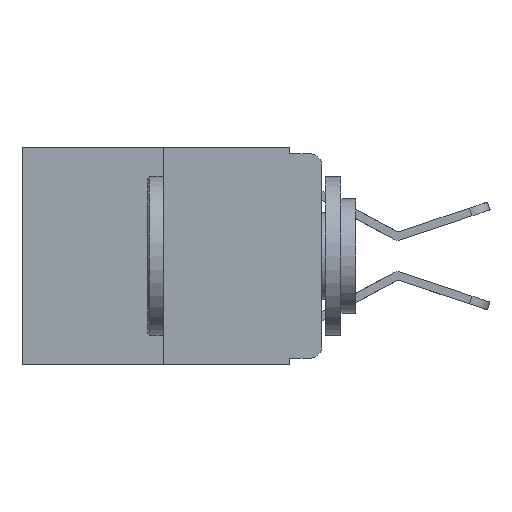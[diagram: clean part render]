
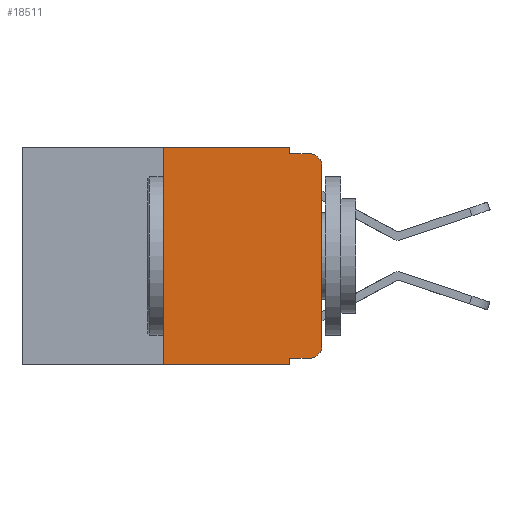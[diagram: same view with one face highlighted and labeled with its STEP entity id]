
A CAD part, left-side view. The second image highlights one B-rep face of the part: STEP entity #18511.
In plain terms, the highlighted planar face has unit normal (-1, 0, 0).
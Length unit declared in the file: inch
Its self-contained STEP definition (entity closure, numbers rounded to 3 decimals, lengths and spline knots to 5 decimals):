
#360 = DIRECTION ( 'NONE',  ( 0., 0., -1. ) ) ;
#386 = FACE_OUTER_BOUND ( 'NONE', #16212, .T. ) ;
#520 = EDGE_CURVE ( 'NONE', #15189, #11492, #10942, .T. ) ;
#1394 = CARTESIAN_POINT ( 'NONE',  ( 0., 0.25, 0. ) ) ;
#1421 = DIRECTION ( 'NONE',  ( 0., 0., -1. ) ) ;
#1927 = CARTESIAN_POINT ( 'NONE',  ( 0., 0.051, 0. ) ) ;
#1957 = VERTEX_POINT ( 'NONE', #20772 ) ;
#1960 = ORIENTED_EDGE ( 'NONE', *, *, #25600, .T. ) ;
#2433 = CARTESIAN_POINT ( 'NONE',  ( 0., 0.02, -0.01 ) ) ;
#2618 = ORIENTED_EDGE ( 'NONE', *, *, #9508, .T. ) ;
#3241 = DIRECTION ( 'NONE',  ( 0., -1., 0. ) ) ;
#3246 = CARTESIAN_POINT ( 'NONE',  ( 0., 0.02, -0.313 ) ) ;
#3999 = LINE ( 'NONE', #19625, #8705 ) ;
#4332 = VECTOR ( 'NONE', #23794, 39.37008 ) ;
#5135 = ORIENTED_EDGE ( 'NONE', *, *, #21117, .F. ) ;
#5268 = DIRECTION ( 'NONE',  ( -1., 0., 0. ) ) ;
#5311 = EDGE_CURVE ( 'NONE', #15189, #14994, #12476, .T. ) ;
#5943 = VECTOR ( 'NONE', #23916, 39.37008 ) ;
#6316 = ORIENTED_EDGE ( 'NONE', *, *, #13860, .F. ) ;
#6318 = DIRECTION ( 'NONE',  ( 1., 0., 0. ) ) ;
#6390 = CARTESIAN_POINT ( 'NONE',  ( 0., 0.051, -0.343 ) ) ;
#6707 = ORIENTED_EDGE ( 'NONE', *, *, #7846, .T. ) ;
#7246 = DIRECTION ( 'NONE',  ( 0., 0., 1. ) ) ;
#7512 = VERTEX_POINT ( 'NONE', #12237 ) ;
#7592 = DIRECTION ( 'NONE',  ( 0., 0., 1. ) ) ;
#7846 = EDGE_CURVE ( 'NONE', #1957, #11492, #9841, .T. ) ;
#8404 = PLANE ( 'NONE',  #25275 ) ;
#8594 = VERTEX_POINT ( 'NONE', #2433 ) ;
#8705 = VECTOR ( 'NONE', #7592, 39.37008 ) ;
#9270 = CARTESIAN_POINT ( 'NONE',  ( 0., 0.02, -0.03 ) ) ;
#9280 = CARTESIAN_POINT ( 'NONE',  ( 0., 0.051, -0.333 ) ) ;
#9378 = VECTOR ( 'NONE', #9965, 39.37008 ) ;
#9508 = EDGE_CURVE ( 'NONE', #14994, #18434, #24207, .T. ) ;
#9643 = VECTOR ( 'NONE', #3241, 39.37008 ) ;
#9841 = LINE ( 'NONE', #21439, #17717 ) ;
#9965 = DIRECTION ( 'NONE',  ( 0., 0., -1. ) ) ;
#10942 = LINE ( 'NONE', #1927, #9378 ) ;
#11492 = VERTEX_POINT ( 'NONE', #6390 ) ;
#12012 = CARTESIAN_POINT ( 'NONE',  ( 0., 0.051, 0. ) ) ;
#12237 = CARTESIAN_POINT ( 'NONE',  ( 0., 0.25, 0. ) ) ;
#12476 = LINE ( 'NONE', #13341, #23798 ) ;
#12623 = CARTESIAN_POINT ( 'NONE',  ( 0., 0.02, -0.333 ) ) ;
#13259 = AXIS2_PLACEMENT_3D ( 'NONE', #9270, #18962, #21241 ) ;
#13341 = CARTESIAN_POINT ( 'NONE',  ( 0., 0.051, -0.333 ) ) ;
#13860 = EDGE_CURVE ( 'NONE', #1957, #7512, #15357, .T. ) ;
#14426 = CIRCLE ( 'NONE', #13259, 0.02 ) ;
#14550 = CARTESIAN_POINT ( 'NONE',  ( 0., 0.051, -0.01 ) ) ;
#14994 = VERTEX_POINT ( 'NONE', #12623 ) ;
#15023 = VECTOR ( 'NONE', #7246, 39.37008 ) ;
#15189 = VERTEX_POINT ( 'NONE', #9280 ) ;
#15357 = LINE ( 'NONE', #1394, #15023 ) ;
#16196 = CARTESIAN_POINT ( 'NONE',  ( 0., 0., -0.03 ) ) ;
#16212 = EDGE_LOOP ( 'NONE', ( #16749, #1960, #18609, #5135, #17835, #6316, #6707, #17300, #19914, #2618 ) ) ;
#16749 = ORIENTED_EDGE ( 'NONE', *, *, #21894, .T. ) ;
#17151 = VERTEX_POINT ( 'NONE', #16196 ) ;
#17300 = ORIENTED_EDGE ( 'NONE', *, *, #520, .F. ) ;
#17717 = VECTOR ( 'NONE', #23445, 39.37008 ) ;
#17827 = LINE ( 'NONE', #23417, #9643 ) ;
#17835 = ORIENTED_EDGE ( 'NONE', *, *, #21564, .F. ) ;
#18059 = CARTESIAN_POINT ( 'NONE',  ( 0., 0.051, 0. ) ) ;
#18159 = CARTESIAN_POINT ( 'NONE',  ( 0., 0.473, 0. ) ) ;
#18434 = VERTEX_POINT ( 'NONE', #21852 ) ;
#18511 = ADVANCED_FACE ( 'NONE', ( #386 ), #8404, .F. ) ;
#18609 = ORIENTED_EDGE ( 'NONE', *, *, #20371, .F. ) ;
#18962 = DIRECTION ( 'NONE',  ( -1., 0., 0. ) ) ;
#19177 = DIRECTION ( 'NONE',  ( 0., -1., 0. ) ) ;
#19625 = CARTESIAN_POINT ( 'NONE',  ( 0., 0., 0. ) ) ;
#19712 = LINE ( 'NONE', #12012, #4332 ) ;
#19914 = ORIENTED_EDGE ( 'NONE', *, *, #5311, .T. ) ;
#19968 = CARTESIAN_POINT ( 'NONE',  ( 0., 0.051, -0.01 ) ) ;
#20371 = EDGE_CURVE ( 'NONE', #25569, #8594, #25393, .T. ) ;
#20772 = CARTESIAN_POINT ( 'NONE',  ( 0., 0.25, -0.343 ) ) ;
#21117 = EDGE_CURVE ( 'NONE', #24802, #25569, #19712, .T. ) ;
#21241 = DIRECTION ( 'NONE',  ( 0., 0., -1. ) ) ;
#21439 = CARTESIAN_POINT ( 'NONE',  ( 0., 0.473, -0.343 ) ) ;
#21461 = AXIS2_PLACEMENT_3D ( 'NONE', #3246, #5268, #1421 ) ;
#21564 = EDGE_CURVE ( 'NONE', #7512, #24802, #17827, .T. ) ;
#21852 = CARTESIAN_POINT ( 'NONE',  ( 0., 0., -0.313 ) ) ;
#21894 = EDGE_CURVE ( 'NONE', #18434, #17151, #3999, .T. ) ;
#23417 = CARTESIAN_POINT ( 'NONE',  ( 0., 0.473, 0. ) ) ;
#23445 = DIRECTION ( 'NONE',  ( 0., -1., 0. ) ) ;
#23794 = DIRECTION ( 'NONE',  ( 0., 0., -1. ) ) ;
#23798 = VECTOR ( 'NONE', #19177, 39.37008 ) ;
#23916 = DIRECTION ( 'NONE',  ( 0., -1., 0. ) ) ;
#24207 = CIRCLE ( 'NONE', #21461, 0.02 ) ;
#24802 = VERTEX_POINT ( 'NONE', #18059 ) ;
#25275 = AXIS2_PLACEMENT_3D ( 'NONE', #18159, #6318, #360 ) ;
#25393 = LINE ( 'NONE', #19968, #5943 ) ;
#25569 = VERTEX_POINT ( 'NONE', #14550 ) ;
#25600 = EDGE_CURVE ( 'NONE', #17151, #8594, #14426, .T. ) ;
